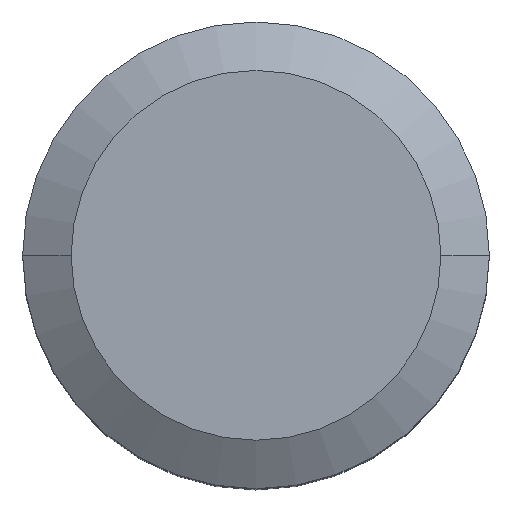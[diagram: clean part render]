
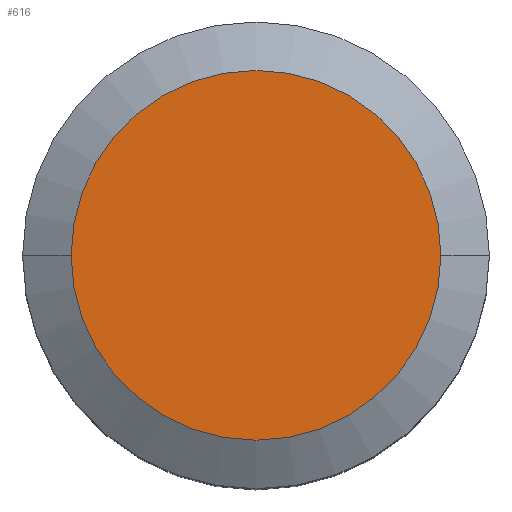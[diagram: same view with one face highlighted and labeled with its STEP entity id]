
A CAD part, top view. The second image highlights one B-rep face of the part: STEP entity #616.
In plain terms, the highlighted planar face has unit normal (0, 0, 1).
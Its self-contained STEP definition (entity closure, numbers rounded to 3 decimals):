
#35 = AXIS2_PLACEMENT_3D ( 'NONE', #58, #678, #754 ) ;
#40 = AXIS2_PLACEMENT_3D ( 'NONE', #863, #795, #339 ) ;
#43 = CIRCLE ( 'NONE', #40, 9.902 ) ;
#58 = CARTESIAN_POINT ( 'NONE',  ( 0., 0., 39. ) ) ;
#76 = CARTESIAN_POINT ( 'NONE',  ( 0., 0., 39. ) ) ;
#148 = DIRECTION ( 'NONE',  ( 1., 0., 0. ) ) ;
#177 = ORIENTED_EDGE ( 'NONE', *, *, #250, .T. ) ;
#250 = EDGE_CURVE ( 'NONE', #544, #502, #779, .T. ) ;
#339 = DIRECTION ( 'NONE',  ( 1., 0., 0. ) ) ;
#449 = FACE_OUTER_BOUND ( 'NONE', #690, .T. ) ;
#478 = CARTESIAN_POINT ( 'NONE',  ( 9.902, 0., 39. ) ) ;
#502 = VERTEX_POINT ( 'NONE', #478 ) ;
#544 = VERTEX_POINT ( 'NONE', #613 ) ;
#606 = PLANE ( 'NONE',  #35 ) ;
#613 = CARTESIAN_POINT ( 'NONE',  ( -9.902, 0., 39. ) ) ;
#616 = ADVANCED_FACE ( 'NONE', ( #449 ), #606, .T. ) ;
#631 = ORIENTED_EDGE ( 'NONE', *, *, #885, .T. ) ;
#678 = DIRECTION ( 'NONE',  ( 0., 0., 1. ) ) ;
#690 = EDGE_LOOP ( 'NONE', ( #177, #631 ) ) ;
#745 = AXIS2_PLACEMENT_3D ( 'NONE', #76, #756, #148 ) ;
#754 = DIRECTION ( 'NONE',  ( 1., 0., 0. ) ) ;
#756 = DIRECTION ( 'NONE',  ( 0., 0., 1. ) ) ;
#779 = CIRCLE ( 'NONE', #745, 9.902 ) ;
#795 = DIRECTION ( 'NONE',  ( 0., 0., 1. ) ) ;
#863 = CARTESIAN_POINT ( 'NONE',  ( 0., 0., 39. ) ) ;
#885 = EDGE_CURVE ( 'NONE', #502, #544, #43, .T. ) ;
